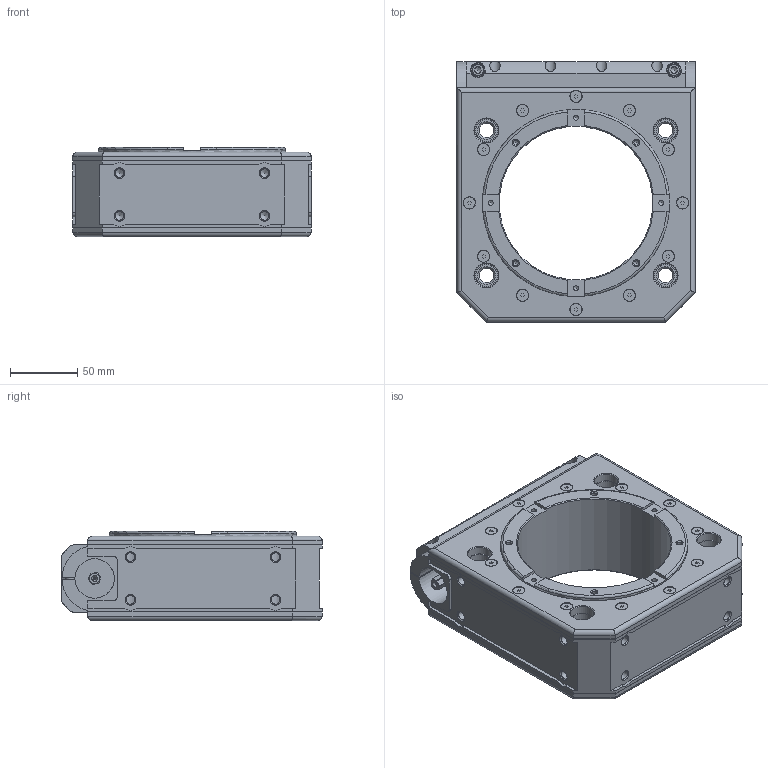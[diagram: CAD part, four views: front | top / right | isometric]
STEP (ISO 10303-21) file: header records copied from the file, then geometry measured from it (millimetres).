
FILE_DESCRIPTION (( 'STEP AP203' ), '1' );
FILE_NAME ('068-1A.STEP', '2020-09-11T21:03:08', ( '' ), ( '' ), 'SwSTEP 2.0', 'SolidWorks 2019', '' );
FILE_SCHEMA (( 'CONFIG_CONTROL_DESIGN' ));
Length unit declared in the file: inch
Products named in the file (1): 068-1A
Bounding box: 177.8 x 194.18 x 66.34 mm (x, y, z)
Volume: 1310182.6 mm3; surface area: 148682 mm2
Topology: 1 solids, 1 shells, 841 faces, 2082 edges, 1326 vertices
Faces by surface type: plane 495, cylinder 205, cone 131, torus 10
Full cylindrical faces by diameter (mm): 1.984 x2, 3.797 x16, 5.105 x2, 6.35 x2, 6.528 x12, 6.756 x2, 6.858 x8, 7.937 x4, 7.938 x4, 8.433 x12, 8.89 x24, 9.119 x22, 9.525 x2, 10.716 x4, 11.112 x2, 16.256 x8, 17.462 x8, 20.32 x2, 114.325 x1, 139.306 x1, 140.081 x1
Entity records: 24293 total; most frequent: CARTESIAN_POINT 5704, DIRECTION 3854, ORIENTED_EDGE 3424, EDGE_CURVE 1712, AXIS2_PLACEMENT_3D 1388, VERTEX_POINT 1224, EDGE_LOOP 1222, VECTOR 1078
